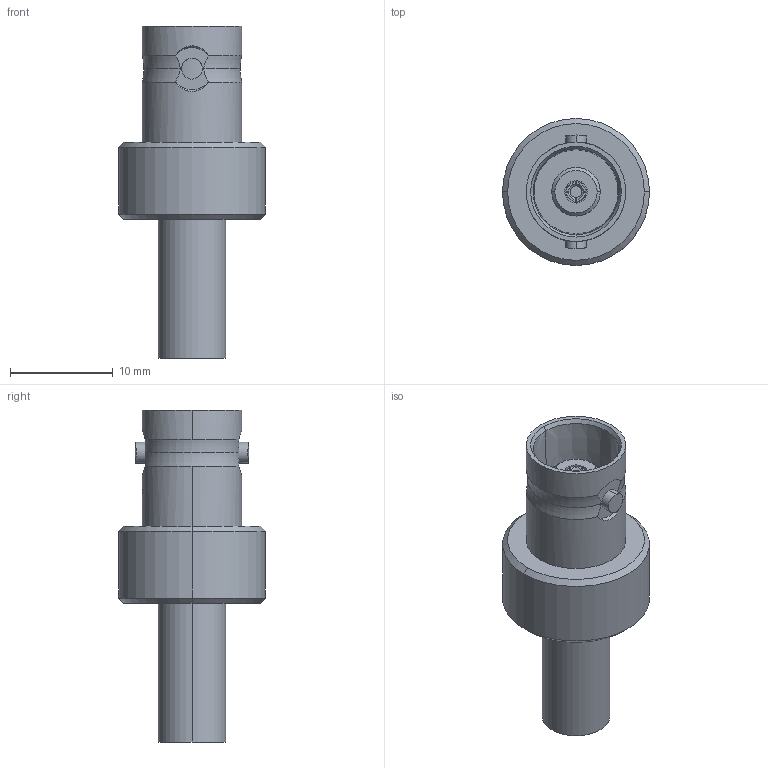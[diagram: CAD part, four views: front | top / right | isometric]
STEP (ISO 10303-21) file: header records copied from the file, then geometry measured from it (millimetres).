
FILE_DESCRIPTION (( 'STEP AP214' ), '1' );
FILE_NAME ('J01001A1287.STEP', '2018-11-15T12:35:47', ( '' ), ( '' ), 'SwSTEP 2.0', 'SolidWorks 2017', '' );
FILE_SCHEMA (( 'AUTOMOTIVE_DESIGN' ));
Length unit declared in the file: millimetre
Products named in the file (1): J01001A1287
Bounding box: 14.3 x 14.3 x 32.3 mm (x, y, z)
Volume: 1981.9 mm3; surface area: 1671.8 mm2
Topology: 1 solids, 1 shells, 114 faces, 267 edges, 173 vertices
Faces by surface type: plane 48, cylinder 36, cone 24, torus 6
Entity records: 4678 total; most frequent: CARTESIAN_POINT 887, ORIENTED_EDGE 534, DIRECTION 526, EDGE_CURVE 267, AXIS2_PLACEMENT_3D 210, VERTEX_POINT 173, EDGE_LOOP 132, FACE_OUTER_BOUND 114
